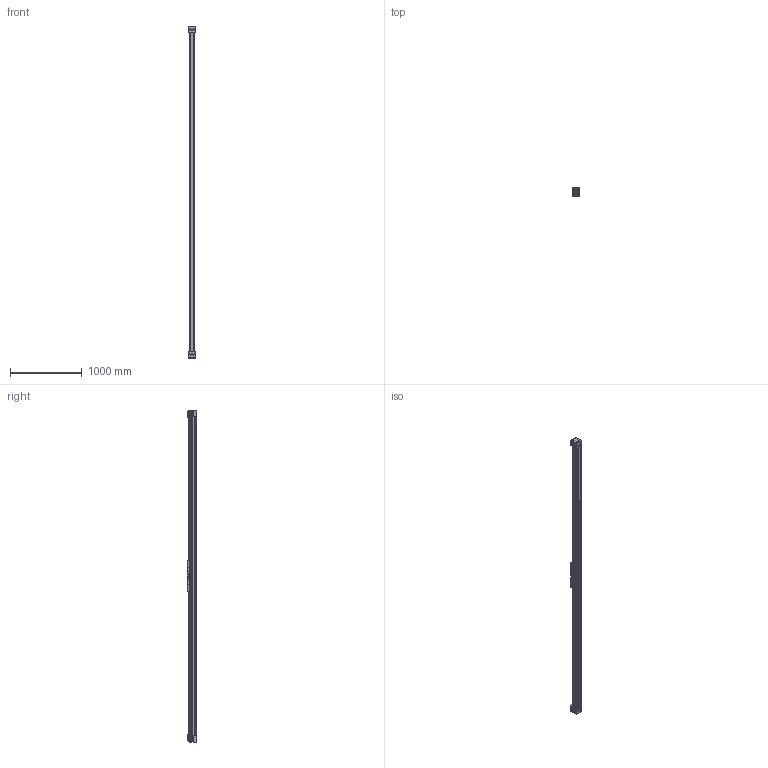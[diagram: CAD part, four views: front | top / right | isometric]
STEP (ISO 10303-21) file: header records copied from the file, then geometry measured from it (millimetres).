
FILE_DESCRIPTION (( 'STEP AP214' ), '1' );
FILE_NAME ('BLM80-4000.STEP', '2023-03-15T09:35:49', ( '' ), ( '' ), 'SwSTEP 2.0', 'SolidWorks 2023', '' );
FILE_SCHEMA (( 'AUTOMOTIVE_DESIGN' ));
Length unit declared in the file: millimetre
Products named in the file (1): BLM80-4000
Bounding box: 100 x 130 x 4624 mm (x, y, z)
Volume: 28648419.8 mm3; surface area: 4125743.1 mm2
Topology: 50 solids, 58 shells, 7907 faces, 22642 edges, 14950 vertices
Faces by surface type: plane 4601, cylinder 2978, torus 152, sphere 100, cone 52, bspline 24
Entity records: 350737 total; most frequent: CARTESIAN_POINT 51856, ORIENTED_EDGE 44676, DIRECTION 44392, EDGE_CURVE 22338, VECTOR 15480, LINE 15480, VERTEX_POINT 14758, AXIS2_PLACEMENT_3D 14456
